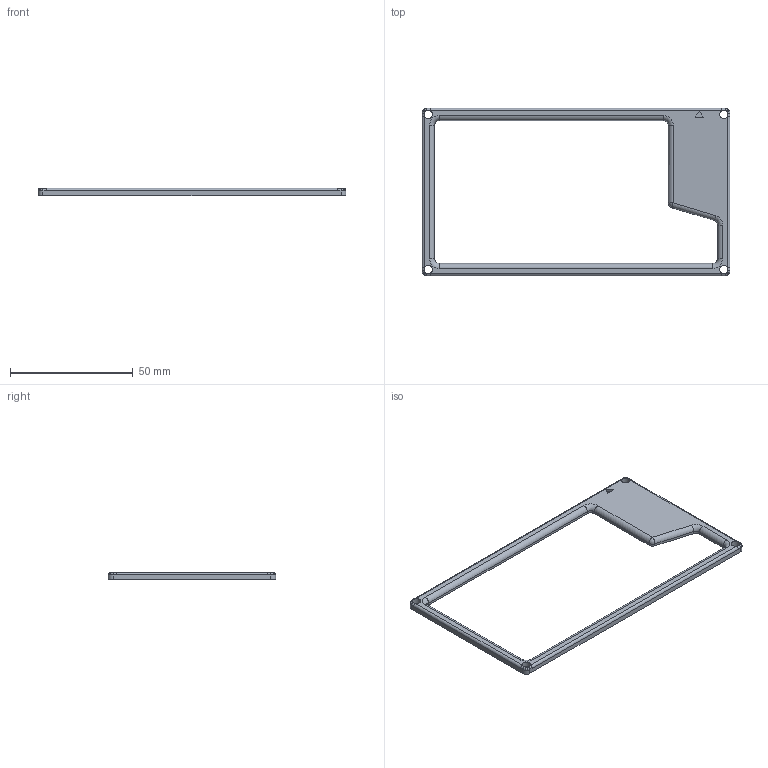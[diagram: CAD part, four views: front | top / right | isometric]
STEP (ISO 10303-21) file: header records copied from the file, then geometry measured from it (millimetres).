
FILE_DESCRIPTION(/* description */ (''),/* implementation_level */ '2;1');
FILE_NAME(/* name */ 'FreePad V2 Top.step',/* time_stamp */ '2025-08-29T21:56:37+01:00',/* author */ (''),/* organization */ (''),/* preprocessor_version */ 'ST-DEVELOPER v20.1',/* originating_system */ 'Autodesk Translation Framework v14.10.0.0',/* authorisation */ '');
FILE_SCHEMA (('AUTOMOTIVE_DESIGN { 1 0 10303 214 3 1 1 }'));
Length unit declared in the file: millimetre
Products named in the file (1): 2025-08-29-20-42-33-020
Bounding box: 125.3 x 68.15 x 3 mm (x, y, z)
Volume: 7305.9 mm3; surface area: 6970 mm2
Topology: 1 solids, 1 shells, 70 faces, 176 edges, 105 vertices
Faces by surface type: cylinder 32, plane 20, bspline 12, torus 5, sphere 1
Full cylindrical faces by diameter (mm): 3.4 x4
Entity records: 2261 total; most frequent: CARTESIAN_POINT 546, DIRECTION 363, ORIENTED_EDGE 352, EDGE_CURVE 176, AXIS2_PLACEMENT_3D 146, VERTEX_POINT 105, CIRCLE 87, EDGE_LOOP 77
